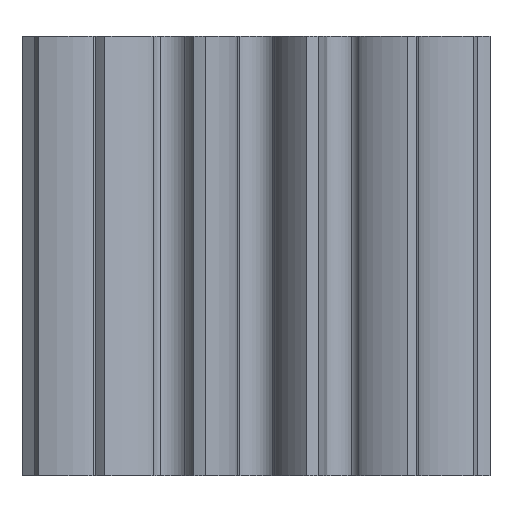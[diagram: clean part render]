
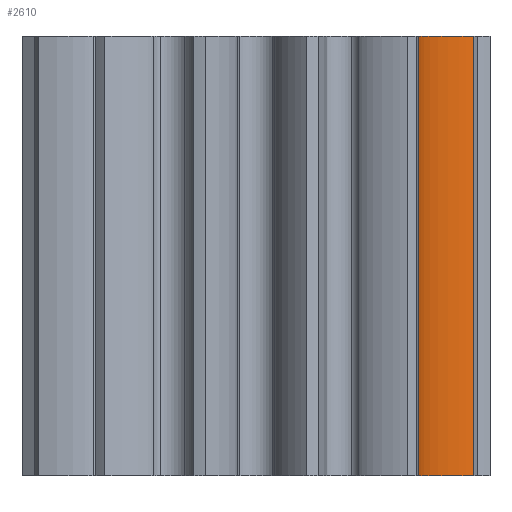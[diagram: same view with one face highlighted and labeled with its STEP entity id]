
A CAD part, left-side view. The second image highlights one B-rep face of the part: STEP entity #2610.
In plain terms, the highlighted free-form (B-spline) face has degree [3, 1] with [16, 2] control points.
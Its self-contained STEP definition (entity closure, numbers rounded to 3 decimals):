
#50 = CARTESIAN_POINT ( 'NONE',  ( -4.041, -8.257, 9.5 ) ) ;
#438 = CARTESIAN_POINT ( 'NONE',  ( -3.993, -7.416, -9.5 ) ) ;
#777 = EDGE_CURVE ( 'NONE', #5933, #3360, #4683, .T. ) ;
#831 = CARTESIAN_POINT ( 'NONE',  ( -3.88, -7.039, -9.5 ) ) ;
#958 = CARTESIAN_POINT ( 'NONE',  ( -4.032, -7.694, 9.5 ) ) ;
#1011 = CARTESIAN_POINT ( 'NONE',  ( -3.886, -9.26, -9.5 ) ) ;
#1173 = CARTESIAN_POINT ( 'NONE',  ( -3.945, -7.215, -9.5 ) ) ;
#1276 = EDGE_CURVE ( 'NONE', #3360, #6521, #5849, .T. ) ;
#1348 = DIRECTION ( 'NONE',  ( 0., 0., -1. ) ) ;
#1643 = CARTESIAN_POINT ( 'NONE',  ( -3.895, -7.071, 9.5 ) ) ;
#1698 = CARTESIAN_POINT ( 'NONE',  ( -4.014, -7.545, 9.5 ) ) ;
#1804 = B_SPLINE_SURFACE_WITH_KNOTS ( 'NONE', 3, 1, ( 
 ( #2806, #7081 ),
 ( #6317, #5391 ),
 ( #4417, #5340 ),
 ( #2859, #10528 ),
 ( #6262, #7943 ),
 ( #9722, #9830 ),
 ( #4363, #7026 ),
 ( #958, #7251 ),
 ( #2635, #5279 ),
 ( #7198, #2750 ),
 ( #50, #8974 ),
 ( #10584, #10749 ),
 ( #9665, #9774 ),
 ( #1873, #1931 ),
 ( #8000, #1011 ),
 ( #3665, #3549 ) ),
 .UNSPECIFIED., .F., .F., .F.,
 ( 4, 1, 1, 1, 1, 1, 1, 1, 1, 1, 1, 1, 1, 4 ),
 ( 2, 2 ),
 ( 0., 0.044, 0.076, 0.115, 0.161, 0.216, 0.279, 0.349, 0.427, 0.513, 0.607, 0.709, 0.818, 1. ),
 ( 0., 1. ),
 .UNSPECIFIED. ) ;
#1873 = CARTESIAN_POINT ( 'NONE',  ( -3.939, -9.033, 9.5 ) ) ;
#1931 = CARTESIAN_POINT ( 'NONE',  ( -3.939, -9.033, -9.5 ) ) ;
#2040 = CARTESIAN_POINT ( 'NONE',  ( -4.024, -8.481, -9.5 ) ) ;
#2384 = CARTESIAN_POINT ( 'NONE',  ( -3.844, -9.399, 9.5 ) ) ;
#2610 = ADVANCED_FACE ( 'NONE', ( #5453 ), #1804, .F. ) ;
#2635 = CARTESIAN_POINT ( 'NONE',  ( -4.043, -7.863, 9.5 ) ) ;
#2750 = CARTESIAN_POINT ( 'NONE',  ( -4.047, -8.05, -9.5 ) ) ;
#2779 = ORIENTED_EDGE ( 'NONE', *, *, #1276, .F. ) ;
#2806 = CARTESIAN_POINT ( 'NONE',  ( -3.88, -7.039, 9.5 ) ) ;
#2859 = CARTESIAN_POINT ( 'NONE',  ( -3.945, -7.215, 9.5 ) ) ;
#2891 = EDGE_CURVE ( 'NONE', #3005, #6521, #9225, .T. ) ;
#2953 = EDGE_CURVE ( 'NONE', #5933, #3005, #10063, .T. ) ;
#3005 = VERTEX_POINT ( 'NONE', #5683 ) ;
#3088 = CARTESIAN_POINT ( 'NONE',  ( -4.032, -7.694, -9.5 ) ) ;
#3265 = CARTESIAN_POINT ( 'NONE',  ( -3.993, -7.416, 9.5 ) ) ;
#3360 = VERTEX_POINT ( 'NONE', #8967 ) ;
#3549 = CARTESIAN_POINT ( 'NONE',  ( -3.844, -9.399, -9.5 ) ) ;
#3665 = CARTESIAN_POINT ( 'NONE',  ( -3.844, -9.399, 9.5 ) ) ;
#3769 = CARTESIAN_POINT ( 'NONE',  ( -3.886, -9.26, -9.5 ) ) ;
#3950 = CARTESIAN_POINT ( 'NONE',  ( -4.014, -7.545, -9.5 ) ) ;
#4132 = CARTESIAN_POINT ( 'NONE',  ( -3.88, -7.039, 9.5 ) ) ;
#4299 = CARTESIAN_POINT ( 'NONE',  ( -3.88, -7.039, 9.5 ) ) ;
#4300 = CARTESIAN_POINT ( 'NONE',  ( -4.041, -8.257, 9.5 ) ) ;
#4363 = CARTESIAN_POINT ( 'NONE',  ( -4.014, -7.545, 9.5 ) ) ;
#4417 = CARTESIAN_POINT ( 'NONE',  ( -3.917, -7.128, 9.5 ) ) ;
#4683 = B_SPLINE_CURVE_WITH_KNOTS ( 'NONE', 3,
 ( #4132, #1643, #11216, #6796, #9603, #3265, #1698, #6853, #5159, #8691, #4300, #7830, #5101, #5912, #10249, #7613 ),
 .UNSPECIFIED., .F., .F.,
 ( 4, 1, 1, 1, 1, 1, 1, 1, 1, 1, 1, 1, 1, 4 ),
 ( 0., 0.044, 0.076, 0.115, 0.161, 0.216, 0.279, 0.349, 0.427, 0.513, 0.607, 0.709, 0.818, 1. ),
 .UNSPECIFIED. ) ;
#5101 = CARTESIAN_POINT ( 'NONE',  ( -3.993, -8.723, 9.5 ) ) ;
#5159 = CARTESIAN_POINT ( 'NONE',  ( -4.043, -7.863, 9.5 ) ) ;
#5279 = CARTESIAN_POINT ( 'NONE',  ( -4.043, -7.863, -9.5 ) ) ;
#5340 = CARTESIAN_POINT ( 'NONE',  ( -3.917, -7.128, -9.5 ) ) ;
#5391 = CARTESIAN_POINT ( 'NONE',  ( -3.895, -7.071, -9.5 ) ) ;
#5453 = FACE_OUTER_BOUND ( 'NONE', #9354, .T. ) ;
#5683 = CARTESIAN_POINT ( 'NONE',  ( -3.88, -7.039, -9.5 ) ) ;
#5849 = LINE ( 'NONE', #2384, #7699 ) ;
#5912 = CARTESIAN_POINT ( 'NONE',  ( -3.939, -9.033, 9.5 ) ) ;
#5933 = VERTEX_POINT ( 'NONE', #4299 ) ;
#6262 = CARTESIAN_POINT ( 'NONE',  ( -3.969, -7.305, 9.5 ) ) ;
#6317 = CARTESIAN_POINT ( 'NONE',  ( -3.895, -7.071, 9.5 ) ) ;
#6429 = CARTESIAN_POINT ( 'NONE',  ( -3.88, -7.039, 9.5 ) ) ;
#6491 = CARTESIAN_POINT ( 'NONE',  ( -4.043, -7.863, -9.5 ) ) ;
#6521 = VERTEX_POINT ( 'NONE', #8992 ) ;
#6611 = CARTESIAN_POINT ( 'NONE',  ( -3.939, -9.033, -9.5 ) ) ;
#6796 = CARTESIAN_POINT ( 'NONE',  ( -3.945, -7.215, 9.5 ) ) ;
#6853 = CARTESIAN_POINT ( 'NONE',  ( -4.032, -7.694, 9.5 ) ) ;
#7026 = CARTESIAN_POINT ( 'NONE',  ( -4.014, -7.545, -9.5 ) ) ;
#7081 = CARTESIAN_POINT ( 'NONE',  ( -3.88, -7.039, -9.5 ) ) ;
#7198 = CARTESIAN_POINT ( 'NONE',  ( -4.047, -8.05, 9.5 ) ) ;
#7251 = CARTESIAN_POINT ( 'NONE',  ( -4.032, -7.694, -9.5 ) ) ;
#7487 = CARTESIAN_POINT ( 'NONE',  ( -3.993, -8.723, -9.5 ) ) ;
#7613 = CARTESIAN_POINT ( 'NONE',  ( -3.844, -9.399, 9.5 ) ) ;
#7699 = VECTOR ( 'NONE', #9589, 1000. ) ;
#7830 = CARTESIAN_POINT ( 'NONE',  ( -4.024, -8.481, 9.5 ) ) ;
#7876 = CARTESIAN_POINT ( 'NONE',  ( -3.895, -7.071, -9.5 ) ) ;
#7943 = CARTESIAN_POINT ( 'NONE',  ( -3.969, -7.305, -9.5 ) ) ;
#8000 = CARTESIAN_POINT ( 'NONE',  ( -3.886, -9.26, 9.5 ) ) ;
#8016 = ORIENTED_EDGE ( 'NONE', *, *, #2953, .T. ) ;
#8142 = VECTOR ( 'NONE', #1348, 1000. ) ;
#8685 = ORIENTED_EDGE ( 'NONE', *, *, #2891, .T. ) ;
#8691 = CARTESIAN_POINT ( 'NONE',  ( -4.047, -8.05, 9.5 ) ) ;
#8967 = CARTESIAN_POINT ( 'NONE',  ( -3.844, -9.399, 9.5 ) ) ;
#8974 = CARTESIAN_POINT ( 'NONE',  ( -4.041, -8.257, -9.5 ) ) ;
#8992 = CARTESIAN_POINT ( 'NONE',  ( -3.844, -9.399, -9.5 ) ) ;
#9225 = B_SPLINE_CURVE_WITH_KNOTS ( 'NONE', 3,
 ( #831, #7876, #11367, #1173, #10922, #438, #3950, #3088, #6491, #10799, #10981, #2040, #7487, #6611, #3769, #10004 ),
 .UNSPECIFIED., .F., .F.,
 ( 4, 1, 1, 1, 1, 1, 1, 1, 1, 1, 1, 1, 1, 4 ),
 ( 0., 0.044, 0.076, 0.115, 0.161, 0.216, 0.279, 0.349, 0.427, 0.513, 0.607, 0.709, 0.818, 1. ),
 .UNSPECIFIED. ) ;
#9354 = EDGE_LOOP ( 'NONE', ( #8685, #2779, #10730, #8016 ) ) ;
#9589 = DIRECTION ( 'NONE',  ( 0., 0., -1. ) ) ;
#9603 = CARTESIAN_POINT ( 'NONE',  ( -3.969, -7.305, 9.5 ) ) ;
#9665 = CARTESIAN_POINT ( 'NONE',  ( -3.993, -8.723, 9.5 ) ) ;
#9722 = CARTESIAN_POINT ( 'NONE',  ( -3.993, -7.416, 9.5 ) ) ;
#9774 = CARTESIAN_POINT ( 'NONE',  ( -3.993, -8.723, -9.5 ) ) ;
#9830 = CARTESIAN_POINT ( 'NONE',  ( -3.993, -7.416, -9.5 ) ) ;
#10004 = CARTESIAN_POINT ( 'NONE',  ( -3.844, -9.399, -9.5 ) ) ;
#10063 = LINE ( 'NONE', #6429, #8142 ) ;
#10249 = CARTESIAN_POINT ( 'NONE',  ( -3.886, -9.26, 9.5 ) ) ;
#10528 = CARTESIAN_POINT ( 'NONE',  ( -3.945, -7.215, -9.5 ) ) ;
#10584 = CARTESIAN_POINT ( 'NONE',  ( -4.024, -8.481, 9.5 ) ) ;
#10730 = ORIENTED_EDGE ( 'NONE', *, *, #777, .F. ) ;
#10749 = CARTESIAN_POINT ( 'NONE',  ( -4.024, -8.481, -9.5 ) ) ;
#10799 = CARTESIAN_POINT ( 'NONE',  ( -4.047, -8.05, -9.5 ) ) ;
#10922 = CARTESIAN_POINT ( 'NONE',  ( -3.969, -7.305, -9.5 ) ) ;
#10981 = CARTESIAN_POINT ( 'NONE',  ( -4.041, -8.257, -9.5 ) ) ;
#11216 = CARTESIAN_POINT ( 'NONE',  ( -3.917, -7.128, 9.5 ) ) ;
#11367 = CARTESIAN_POINT ( 'NONE',  ( -3.917, -7.128, -9.5 ) ) ;
